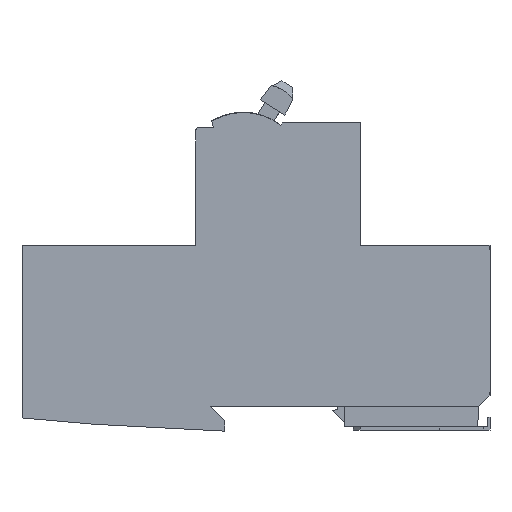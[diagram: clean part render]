
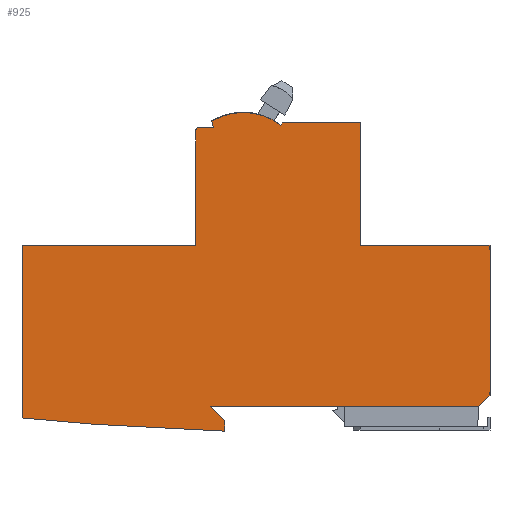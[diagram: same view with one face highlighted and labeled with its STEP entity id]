
A CAD part, left-side view. The second image highlights one B-rep face of the part: STEP entity #925.
In plain terms, the highlighted planar face has unit normal (-1, 0, 0).
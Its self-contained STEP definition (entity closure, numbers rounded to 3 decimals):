
#925=ADVANCED_FACE('',(#2300),#2301,.T.);
#2300=FACE_OUTER_BOUND('',#4148,.T.);
#2301=PLANE('',#4149);
#4148=EDGE_LOOP('',(#6978,#6979,#6980,#6981,#6982,#6983,#6984,#6985,#6986,#6987,#6988,#6989,#6990,#6991,#6992,#6993,#6994,#6995));
#4149=AXIS2_PLACEMENT_3D('',#6996,#6997,#6998);
#6978=ORIENTED_EDGE('',*,*,#11957,.T.);
#6979=ORIENTED_EDGE('',*,*,#11391,.T.);
#6980=ORIENTED_EDGE('',*,*,#11958,.T.);
#6981=ORIENTED_EDGE('',*,*,#11959,.T.);
#6982=ORIENTED_EDGE('',*,*,#11464,.T.);
#6983=ORIENTED_EDGE('',*,*,#11960,.F.);
#6984=ORIENTED_EDGE('',*,*,#11961,.T.);
#6985=ORIENTED_EDGE('',*,*,#11962,.T.);
#6986=ORIENTED_EDGE('',*,*,#11963,.T.);
#6987=ORIENTED_EDGE('',*,*,#11964,.T.);
#6988=ORIENTED_EDGE('',*,*,#11774,.T.);
#6989=ORIENTED_EDGE('',*,*,#11965,.T.);
#6990=ORIENTED_EDGE('',*,*,#11966,.T.);
#6991=ORIENTED_EDGE('',*,*,#11967,.T.);
#6992=ORIENTED_EDGE('',*,*,#11757,.F.);
#6993=ORIENTED_EDGE('',*,*,#11968,.T.);
#6994=ORIENTED_EDGE('',*,*,#11969,.F.);
#6995=ORIENTED_EDGE('',*,*,#11674,.F.);
#6996=CARTESIAN_POINT('',(0.,58.,6.8));
#6997=DIRECTION('',(-1.0,0.0,0.0));
#6998=DIRECTION('',(0.0,1.0,0.0));
#11391=EDGE_CURVE('',#13601,#13599,#13602,.T.);
#11464=EDGE_CURVE('',#13740,#13738,#13741,.T.);
#11674=EDGE_CURVE('',#14068,#14070,#14071,.T.);
#11757=EDGE_CURVE('',#14186,#14187,#14188,.T.);
#11774=EDGE_CURVE('',#14216,#14217,#14218,.T.);
#11957=EDGE_CURVE('',#14068,#13601,#14481,.T.);
#11958=EDGE_CURVE('',#13599,#14482,#14483,.T.);
#11959=EDGE_CURVE('',#14482,#13740,#14484,.T.);
#11960=EDGE_CURVE('',#14485,#13738,#14486,.T.);
#11961=EDGE_CURVE('',#14485,#14487,#14488,.T.);
#11962=EDGE_CURVE('',#14487,#14489,#14490,.T.);
#11963=EDGE_CURVE('',#14489,#14491,#14492,.T.);
#11964=EDGE_CURVE('',#14491,#14216,#14493,.T.);
#11965=EDGE_CURVE('',#14217,#14494,#14495,.T.);
#11966=EDGE_CURVE('',#14494,#14496,#14497,.T.);
#11967=EDGE_CURVE('',#14496,#14187,#14498,.T.);
#11968=EDGE_CURVE('',#14186,#14499,#14500,.T.);
#11969=EDGE_CURVE('',#14070,#14499,#14501,.T.);
#13599=VERTEX_POINT('',#16843);
#13601=VERTEX_POINT('',#16846);
#13602=LINE('',#16847,#16848);
#13738=VERTEX_POINT('',#17156);
#13740=VERTEX_POINT('',#17161);
#13741=LINE('',#17162,#17163);
#14068=VERTEX_POINT('',#17628);
#14070=VERTEX_POINT('',#17631);
#14071=LINE('',#17632,#17633);
#14186=VERTEX_POINT('',#17797);
#14187=VERTEX_POINT('',#17798);
#14188=LINE('',#17799,#17800);
#14216=VERTEX_POINT('',#17843);
#14217=VERTEX_POINT('',#17844);
#14218=LINE('',#17845,#17846);
#14481=LINE('',#18220,#18221);
#14482=VERTEX_POINT('',#18222);
#14483=LINE('',#18223,#18224);
#14484=CIRCLE('',#18225,17.);
#14485=VERTEX_POINT('',#18226);
#14486=LINE('',#18227,#18228);
#14487=VERTEX_POINT('',#18229);
#14488=CIRCLE('',#18230,1.0);
#14489=VERTEX_POINT('',#18231);
#14490=LINE('',#18232,#18233);
#14491=VERTEX_POINT('',#18234);
#14492=LINE('',#18235,#18236);
#14493=LINE('',#18237,#18238);
#14494=VERTEX_POINT('',#18239);
#14495=LINE('',#18240,#18241);
#14496=VERTEX_POINT('',#18242);
#14497=LINE('',#18243,#18244);
#14498=LINE('',#18245,#18246);
#14499=VERTEX_POINT('',#18247);
#14500=LINE('',#18248,#18249);
#14501=LINE('',#18250,#18251);
#16843=CARTESIAN_POINT('',(0.,56.749,84.3));
#16846=CARTESIAN_POINT('',(0.,35.5,84.3));
#16847=CARTESIAN_POINT('',(0.,58.,84.3));
#16848=VECTOR('',#22016,1.0);
#17156=CARTESIAN_POINT('',(0.,75.641,83.1));
#17161=CARTESIAN_POINT('',(0.,76.1,84.812));
#17162=CARTESIAN_POINT('',(0.,75.604,82.96));
#17163=VECTOR('',#22077,1.0);
#17628=CARTESIAN_POINT('',(0.,35.5,50.8));
#17631=CARTESIAN_POINT('',(0.,0.,50.8));
#17632=CARTESIAN_POINT('',(0.,58.,50.8));
#17633=VECTOR('',#22274,1.0);
#17797=CARTESIAN_POINT('',(0.,3.057,6.8));
#17798=CARTESIAN_POINT('',(0.,76.5,6.8));
#17799=CARTESIAN_POINT('',(0.,58.,6.8));
#17800=VECTOR('',#22342,1.0);
#17843=CARTESIAN_POINT('',(0.,128.,3.6));
#17844=CARTESIAN_POINT('',(0.,108.292,1.876));
#17845=CARTESIAN_POINT('',(0.,124.805,3.32));
#17846=VECTOR('',#22358,1.0);
#18220=CARTESIAN_POINT('',(0.,35.5,51.3));
#18221=VECTOR('',#22521,1.0);
#18222=CARTESIAN_POINT('',(0.,57.193,83.667));
#18223=CARTESIAN_POINT('',(0.,93.574,31.709));
#18224=VECTOR('',#22522,1.0);
#18225=AXIS2_PLACEMENT_3D('',#22523,#22524,#22525);
#18226=CARTESIAN_POINT('',(0.,79.5,83.1));
#18227=CARTESIAN_POINT('',(0.,75.848,83.1));
#18228=VECTOR('',#22526,1.0);
#18229=CARTESIAN_POINT('',(0.,80.5,82.1));
#18230=AXIS2_PLACEMENT_3D('',#22527,#22528,#22529);
#18231=CARTESIAN_POINT('',(0.,80.5,50.8));
#18232=CARTESIAN_POINT('',(0.,80.5,82.1));
#18233=VECTOR('',#22530,1.0);
#18234=CARTESIAN_POINT('',(0.,128.,50.8));
#18235=CARTESIAN_POINT('',(0.,81.,50.8));
#18236=VECTOR('',#22531,1.0);
#18237=CARTESIAN_POINT('',(0.,128.,48.8));
#18238=VECTOR('',#22532,1.0);
#18239=CARTESIAN_POINT('',(0.,72.5,0.));
#18240=CARTESIAN_POINT('',(0.,108.292,1.876));
#18241=VECTOR('',#22533,1.0);
#18242=CARTESIAN_POINT('',(0.,72.5,2.8));
#18243=CARTESIAN_POINT('',(0.,72.5,1.581));
#18244=VECTOR('',#22534,1.0);
#18245=CARTESIAN_POINT('',(0.,72.793,3.093));
#18246=VECTOR('',#22535,1.0);
#18247=CARTESIAN_POINT('',(0.,0.,9.857));
#18248=CARTESIAN_POINT('',(0.,2.765,7.093));
#18249=VECTOR('',#22536,1.0);
#18250=CARTESIAN_POINT('',(0.,0.,48.8));
#18251=VECTOR('',#22537,1.0);
#22016=DIRECTION('',(0.0,1.0,0.0));
#22077=DIRECTION('',(0.0,-0.259,-0.966));
#22274=DIRECTION('',(0.0,-1.0,0.0));
#22342=DIRECTION('',(0.0,1.0,0.0));
#22358=DIRECTION('',(0.0,-0.996,-0.087));
#22521=DIRECTION('',(0.0,0.0,1.0));
#22522=DIRECTION('',(0.0,0.574,-0.819));
#22523=CARTESIAN_POINT('',(0.,67.5,70.148));
#22524=DIRECTION('',(-1.0,0.0,0.0));
#22525=DIRECTION('',(0.0,0.0,1.0));
#22526=DIRECTION('',(0.0,-1.0,0.0));
#22527=CARTESIAN_POINT('',(0.,79.5,82.1));
#22528=DIRECTION('',(-1.0,0.0,0.0));
#22529=DIRECTION('',(0.0,0.0,1.0));
#22530=DIRECTION('',(0.0,0.0,-1.0));
#22531=DIRECTION('',(0.0,1.0,0.0));
#22532=DIRECTION('',(0.0,0.0,-1.0));
#22533=DIRECTION('',(0.0,-0.999,-0.052));
#22534=DIRECTION('',(0.,0.0,1.0));
#22535=DIRECTION('',(0.0,0.707,0.707));
#22536=DIRECTION('',(0.0,-0.707,0.707));
#22537=DIRECTION('',(0.0,0.0,-1.0));
